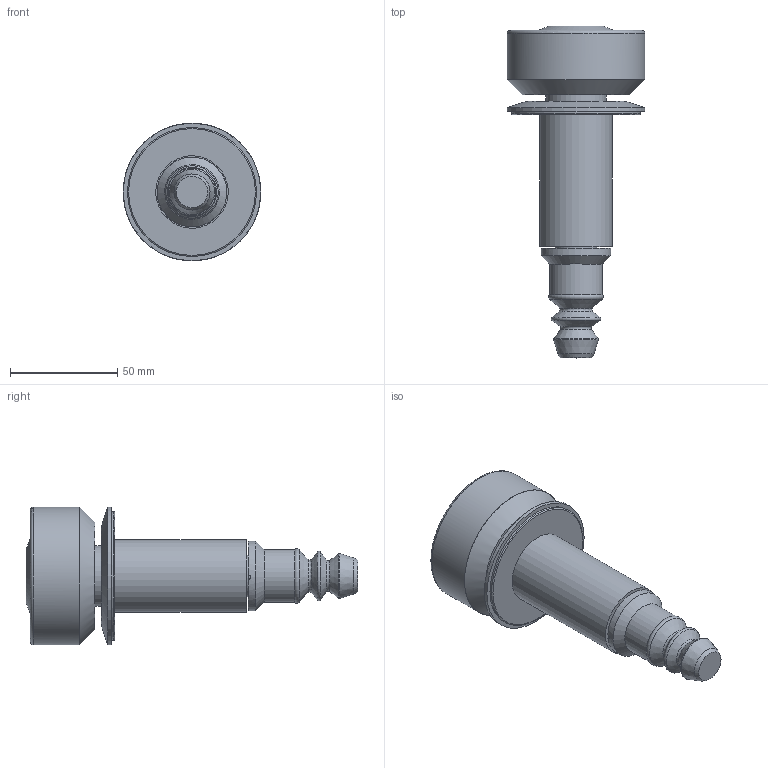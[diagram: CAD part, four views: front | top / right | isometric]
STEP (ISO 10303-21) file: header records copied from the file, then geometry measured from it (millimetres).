
FILE_DESCRIPTION((''),'2;1');
FILE_NAME('865541.stp','2008-08-06T08:41:05',('mbm'),(''),'Autodesk Inventor 2008','Autodesk Inventor 2008','');
FILE_SCHEMA(('AUTOMOTIVE_DESIGN { 1 0 10303 214 1 1 1 1 }'));
Length unit declared in the file: millimetre
Products named in the file (1): Part5
Bounding box: 64 x 154.5 x 64 mm (x, y, z)
Volume: 187411.7 mm3; surface area: 29303.5 mm2
Topology: 1 solids, 2 shells, 59 faces, 125 edges, 79 vertices
Faces by surface type: cylinder 21, plane 20, cone 11, torus 5, bspline 2
Full cylindrical faces by diameter (mm): 12 x1, 12.3 x1, 19.6 x1, 24.64 x1, 28 x1, 28.3 x1, 32.4 x1, 33.7 x1, 35 x1, 35.2 x1, 60 x1, 64 x1
Entity records: 1789 total; most frequent: CARTESIAN_POINT 584, DIRECTION 240, ORIENTED_EDGE 170, AXIS2_PLACEMENT_3D 111, EDGE_LOOP 100, EDGE_CURVE 85, VERTEX_POINT 69, FACE_OUTER_BOUND 59
